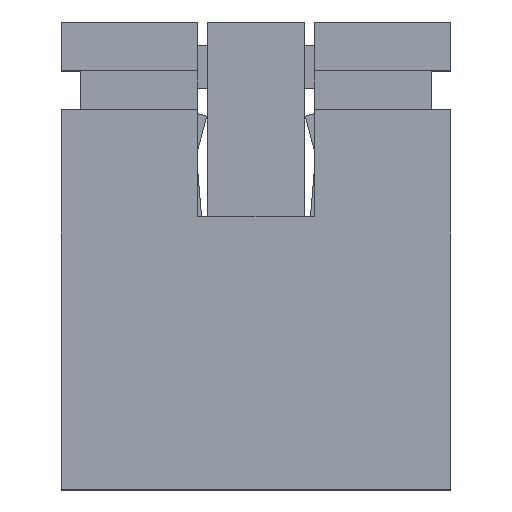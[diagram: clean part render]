
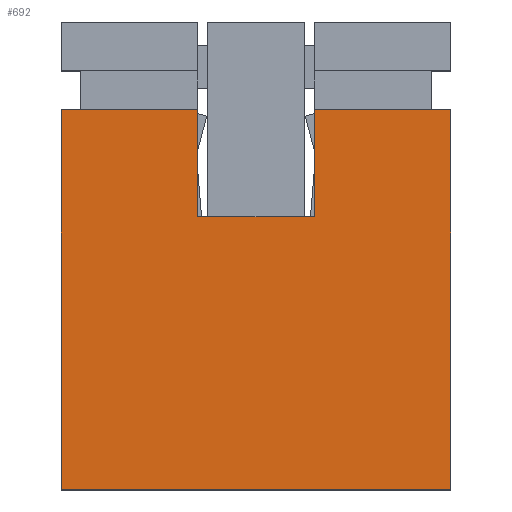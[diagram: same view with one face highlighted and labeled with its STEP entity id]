
A CAD part, top view. The second image highlights one B-rep face of the part: STEP entity #692.
In plain terms, the highlighted planar face has unit normal (0, 0, 1).
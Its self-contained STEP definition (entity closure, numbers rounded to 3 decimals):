
#145=VERTEX_POINT('',#146);
#146=CARTESIAN_POINT('',(0.762,3.556,1.27));
#152=EDGE_CURVE('',#145,#153,#155,.T.);
#153=VERTEX_POINT('',#154);
#154=CARTESIAN_POINT('',(0.762,4.953,1.27));
#155=LINE('',#156,#157);
#156=CARTESIAN_POINT('',(0.762,3.556,1.27));
#157=VECTOR('',#158,1.0);
#158=DIRECTION('',(0.0,1.0,0.0));
#692=ADVANCED_FACE('',(#693),#750,.F.);
#693=FACE_BOUND('',#694,.T.);
#694=EDGE_LOOP('',(#695,#703,#711,#719,#727,#735,#743,#749));
#695=ORIENTED_EDGE('',*,*,#696,.T.);
#696=EDGE_CURVE('',#145,#697,#699,.F.);
#697=VERTEX_POINT('',#698);
#698=CARTESIAN_POINT('',(-0.762,3.556,1.27));
#699=LINE('',#700,#701);
#700=CARTESIAN_POINT('',(-0.762,3.556,1.27));
#701=VECTOR('',#702,1.0);
#702=DIRECTION('',(1.0,0.0,0.0));
#703=ORIENTED_EDGE('',*,*,#704,.T.);
#704=EDGE_CURVE('',#697,#705,#707,.T.);
#705=VERTEX_POINT('',#706);
#706=CARTESIAN_POINT('',(-0.762,4.953,1.27));
#707=LINE('',#708,#709);
#708=CARTESIAN_POINT('',(-0.762,3.556,1.27));
#709=VECTOR('',#710,1.0);
#710=DIRECTION('',(0.0,1.0,0.0));
#711=ORIENTED_EDGE('',*,*,#712,.T.);
#712=EDGE_CURVE('',#705,#713,#715,.F.);
#713=VERTEX_POINT('',#714);
#714=CARTESIAN_POINT('',(-2.54,4.953,1.27));
#715=LINE('',#716,#717);
#716=CARTESIAN_POINT('',(-2.54,4.953,1.27));
#717=VECTOR('',#718,1.0);
#718=DIRECTION('',(1.0,0.0,0.0));
#719=ORIENTED_EDGE('',*,*,#720,.T.);
#720=EDGE_CURVE('',#713,#721,#723,.T.);
#721=VERTEX_POINT('',#722);
#722=CARTESIAN_POINT('',(-2.54,0.0,1.27));
#723=LINE('',#724,#725);
#724=CARTESIAN_POINT('',(-2.54,6.096,1.27));
#725=VECTOR('',#726,1.0);
#726=DIRECTION('',(0.0,-1.0,0.0));
#727=ORIENTED_EDGE('',*,*,#728,.T.);
#728=EDGE_CURVE('',#721,#729,#731,.T.);
#729=VERTEX_POINT('',#730);
#730=CARTESIAN_POINT('',(2.54,0.0,1.27));
#731=LINE('',#732,#733);
#732=CARTESIAN_POINT('',(-2.54,0.0,1.27));
#733=VECTOR('',#734,1.0);
#734=DIRECTION('',(1.0,0.0,0.0));
#735=ORIENTED_EDGE('',*,*,#736,.T.);
#736=EDGE_CURVE('',#729,#737,#739,.F.);
#737=VERTEX_POINT('',#738);
#738=CARTESIAN_POINT('',(2.54,4.953,1.27));
#739=LINE('',#740,#741);
#740=CARTESIAN_POINT('',(2.54,6.096,1.27));
#741=VECTOR('',#742,1.0);
#742=DIRECTION('',(0.0,-1.0,0.0));
#743=ORIENTED_EDGE('',*,*,#744,.T.);
#744=EDGE_CURVE('',#737,#153,#745,.F.);
#745=LINE('',#746,#747);
#746=CARTESIAN_POINT('',(-2.54,4.953,1.27));
#747=VECTOR('',#748,1.0);
#748=DIRECTION('',(1.0,0.0,0.0));
#749=ORIENTED_EDGE('',*,*,#152,.F.);
#750=PLANE('',#751);
#751=AXIS2_PLACEMENT_3D('',#752,#753,#754);
#752=CARTESIAN_POINT('',(-2.54,6.096,1.27));
#753=DIRECTION('',(0.0,0.0,-1.0));
#754=DIRECTION('',(-1.0,0.0,0.0));
